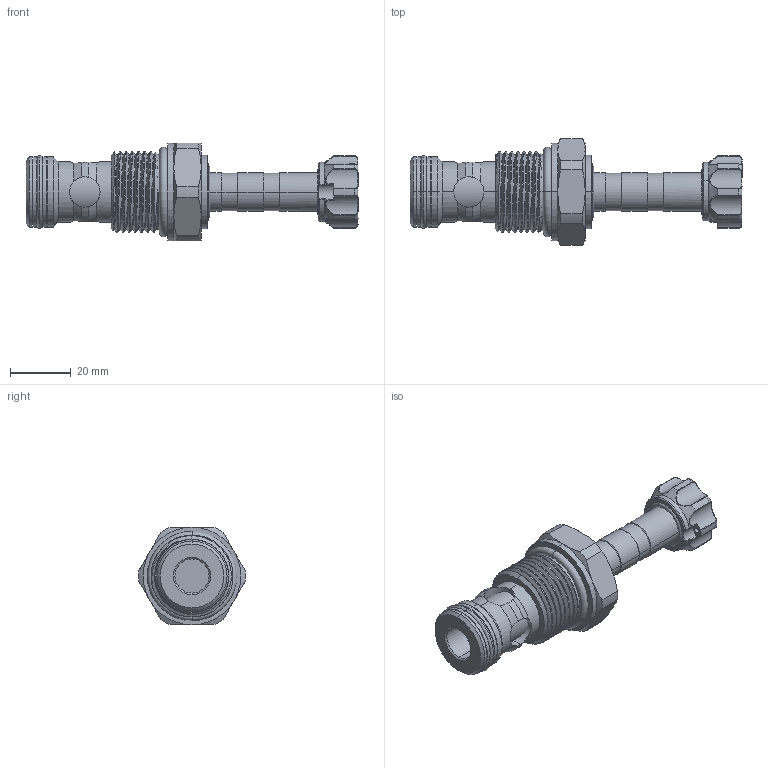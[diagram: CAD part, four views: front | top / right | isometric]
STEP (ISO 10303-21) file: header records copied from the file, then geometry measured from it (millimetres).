
FILE_DESCRIPTION (( 'STEP AP203' ), '1' );
FILE_NAME ('EP27M2A06N05.STEP', '2020-05-13T05:16:05', ( '' ), ( '' ), 'SwSTEP 2.0', 'SolidWorks 2018', '' );
FILE_SCHEMA (( 'CONFIG_CONTROL_DESIGN' ));
Length unit declared in the file: millimetre
Products named in the file (1): EP27M2A06N05
Bounding box: 108.95 x 35.08 x 32 mm (x, y, z)
Volume: 37680.7 mm3; surface area: 12721.1 mm2
Topology: 4 solids, 4 shells, 271 faces, 658 edges, 402 vertices
Faces by surface type: cylinder 128, cone 49, bspline 37, torus 31, plane 26
Entity records: 12770 total; most frequent: CARTESIAN_POINT 6754, ORIENTED_EDGE 1312, DIRECTION 1183, EDGE_CURVE 656, AXIS2_PLACEMENT_3D 513, VERTEX_POINT 402, EDGE_LOOP 288, CIRCLE 278
